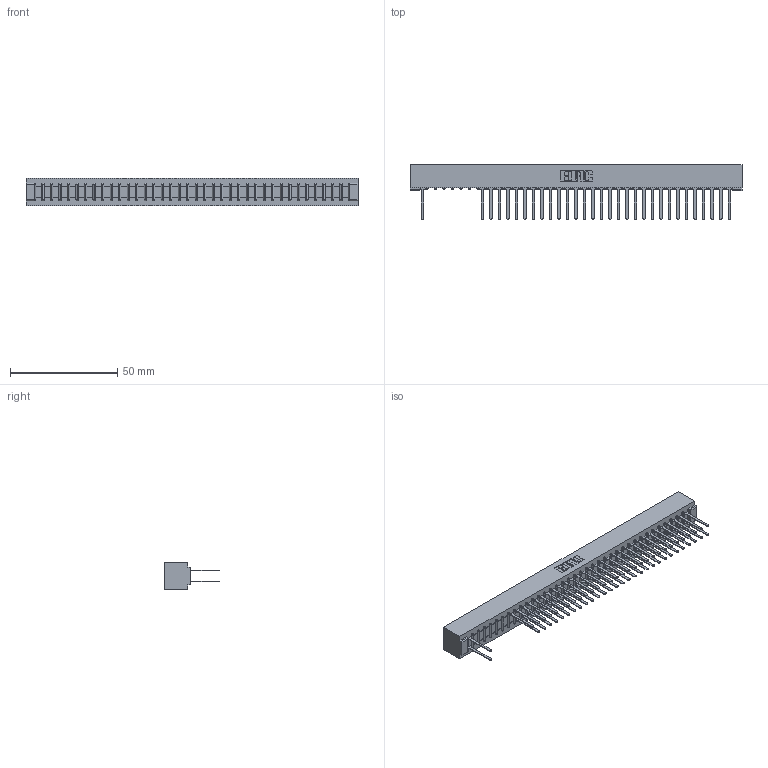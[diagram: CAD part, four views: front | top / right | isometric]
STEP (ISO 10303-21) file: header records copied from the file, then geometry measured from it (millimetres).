
FILE_DESCRIPTION (( 'STEP AP203' ), '1' );
FILE_NAME ('307-074-542-201.STEP', '2018-08-06T16:14:20', ( '' ), ( '' ), 'SwSTEP 2.0', 'SolidWorks 2016', '' );
FILE_SCHEMA (( 'CONFIG_CONTROL_DESIGN' ));
Length unit declared in the file: inch
Products named in the file (3): 307 Part_No Mounting Lugs; 307-290-001_542; 307-074-542-201
Assembly tree (62 placements, depth 2):
  307-074-542-201
    307 Part_No Mounting Lugs
    307-290-001_542  x61
Bounding box: 154.48 x 25.43 x 12.7 mm (x, y, z)
Volume: 17004.2 mm3; surface area: 21244.8 mm2
Topology: 62 solids, 62 shells, 3084 faces, 8645 edges, 5578 vertices
Faces by surface type: plane 2035, cylinder 973, sphere 76
Entity records: 32794 total; most frequent: CARTESIAN_POINT 5416, ORIENTED_EDGE 5378, DIRECTION 5293, EDGE_CURVE 2689, VECTOR 2063, LINE 2063, VERTEX_POINT 1738, AXIS2_PLACEMENT_3D 1615
